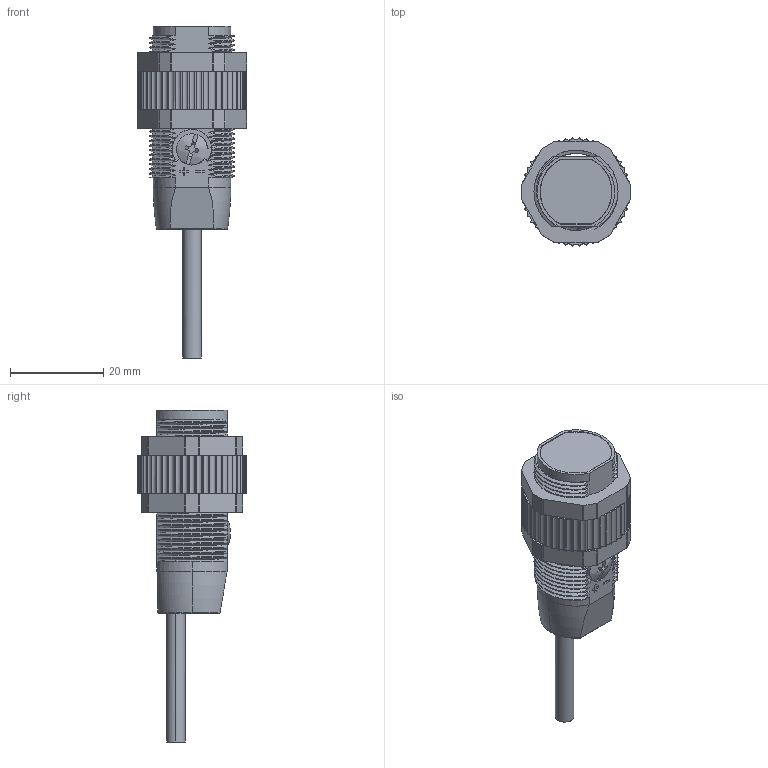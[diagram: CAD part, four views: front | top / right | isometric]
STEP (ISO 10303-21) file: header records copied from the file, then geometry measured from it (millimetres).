
FILE_DESCRIPTION (( 'STEP AP214' ), '1' );
FILE_NAME ('PXPEPSM18-D40_2D.STEP', '2022-10-28T22:59:27', ( '' ), ( '' ), 'SwSTEP 2.0', 'SolidWorks 2022', '' );
FILE_SCHEMA (( 'AUTOMOTIVE_DESIGN' ));
Length unit declared in the file: inch
Products named in the file (1): PXPEPSM18-D40_2D
Bounding box: 23.4 x 23.15 x 71.1 mm (x, y, z)
Volume: 12356.2 mm3; surface area: 6500.5 mm2
Topology: 1 solids, 4 shells, 676 faces, 2123 edges, 1393 vertices
Faces by surface type: cylinder 283, plane 203, bspline 177, cone 9, torus 4
Entity records: 54711 total; most frequent: CARTESIAN_POINT 39367, ORIENTED_EDGE 4246, EDGE_CURVE 2123, DIRECTION 1609, B_SPLINE_CURVE_WITH_KNOTS 1537, VERTEX_POINT 1393, EDGE_LOOP 688, FACE_OUTER_BOUND 676
